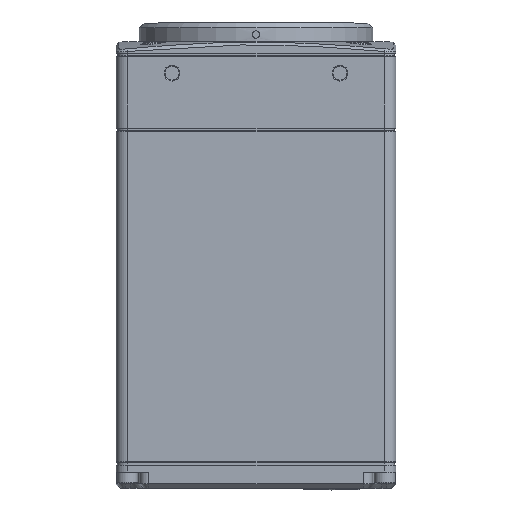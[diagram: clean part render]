
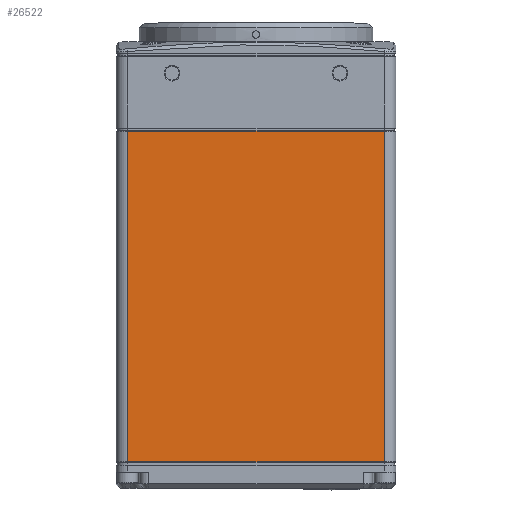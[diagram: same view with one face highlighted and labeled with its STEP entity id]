
A CAD part, top view. The second image highlights one B-rep face of the part: STEP entity #26522.
In plain terms, the highlighted planar face has unit normal (0, 0, 1).
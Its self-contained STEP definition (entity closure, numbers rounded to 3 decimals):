
#2373 = VERTEX_POINT ( 'NONE', #154431 ) ;
#3015 = CARTESIAN_POINT ( 'NONE',  ( 27.5, 50., 30. ) ) ;
#4010 = CARTESIAN_POINT ( 'NONE',  ( -27.5, -13.43, 30. ) ) ;
#6759 = VECTOR ( 'NONE', #155503, 1000. ) ;
#6841 = PLANE ( 'NONE',  #46674 ) ;
#10151 = VECTOR ( 'NONE', #61708, 1000. ) ;
#13300 = EDGE_CURVE ( 'NONE', #187067, #155277, #88698, .T. ) ;
#19810 = LINE ( 'NONE', #122816, #58657 ) ;
#26480 = CARTESIAN_POINT ( 'NONE',  ( -27.5, 57.4, 30. ) ) ;
#26522 = ADVANCED_FACE ( 'NONE', ( #66488 ), #6841, .F. ) ;
#33572 = ORIENTED_EDGE ( 'NONE', *, *, #185333, .F. ) ;
#36682 = CARTESIAN_POINT ( 'NONE',  ( -30., 50., 30. ) ) ;
#46674 = AXIS2_PLACEMENT_3D ( 'NONE', #36682, #82809, #108887 ) ;
#50692 = CARTESIAN_POINT ( 'NONE',  ( -27.5, 57.4, 30. ) ) ;
#54437 = LINE ( 'NONE', #26480, #6759 ) ;
#58657 = VECTOR ( 'NONE', #108356, 1000. ) ;
#60825 = DIRECTION ( 'NONE',  ( -1., 0., 0. ) ) ;
#61708 = DIRECTION ( 'NONE',  ( 0., -1., 0. ) ) ;
#62895 = ORIENTED_EDGE ( 'NONE', *, *, #176033, .F. ) ;
#66488 = FACE_OUTER_BOUND ( 'NONE', #111075, .T. ) ;
#82809 = DIRECTION ( 'NONE',  ( 0., 0., -1. ) ) ;
#88121 = EDGE_CURVE ( 'NONE', #155277, #2373, #150299, .T. ) ;
#88698 = LINE ( 'NONE', #3015, #10151 ) ;
#108356 = DIRECTION ( 'NONE',  ( 0., 1., 0. ) ) ;
#108887 = DIRECTION ( 'NONE',  ( -1., 0., 0. ) ) ;
#111075 = EDGE_LOOP ( 'NONE', ( #33572, #161893, #155209, #62895 ) ) ;
#111206 = VERTEX_POINT ( 'NONE', #50692 ) ;
#122060 = CARTESIAN_POINT ( 'NONE',  ( 27.5, -13.43, 30. ) ) ;
#122816 = CARTESIAN_POINT ( 'NONE',  ( -27.5, 50., 30. ) ) ;
#150299 = LINE ( 'NONE', #4010, #164703 ) ;
#154431 = CARTESIAN_POINT ( 'NONE',  ( -27.5, -13.43, 30. ) ) ;
#155209 = ORIENTED_EDGE ( 'NONE', *, *, #13300, .F. ) ;
#155277 = VERTEX_POINT ( 'NONE', #122060 ) ;
#155503 = DIRECTION ( 'NONE',  ( 1., 0., 0. ) ) ;
#161893 = ORIENTED_EDGE ( 'NONE', *, *, #88121, .F. ) ;
#164703 = VECTOR ( 'NONE', #60825, 1000. ) ;
#176033 = EDGE_CURVE ( 'NONE', #111206, #187067, #54437, .T. ) ;
#185333 = EDGE_CURVE ( 'NONE', #2373, #111206, #19810, .T. ) ;
#186090 = CARTESIAN_POINT ( 'NONE',  ( 27.5, 57.4, 30. ) ) ;
#187067 = VERTEX_POINT ( 'NONE', #186090 ) ;
